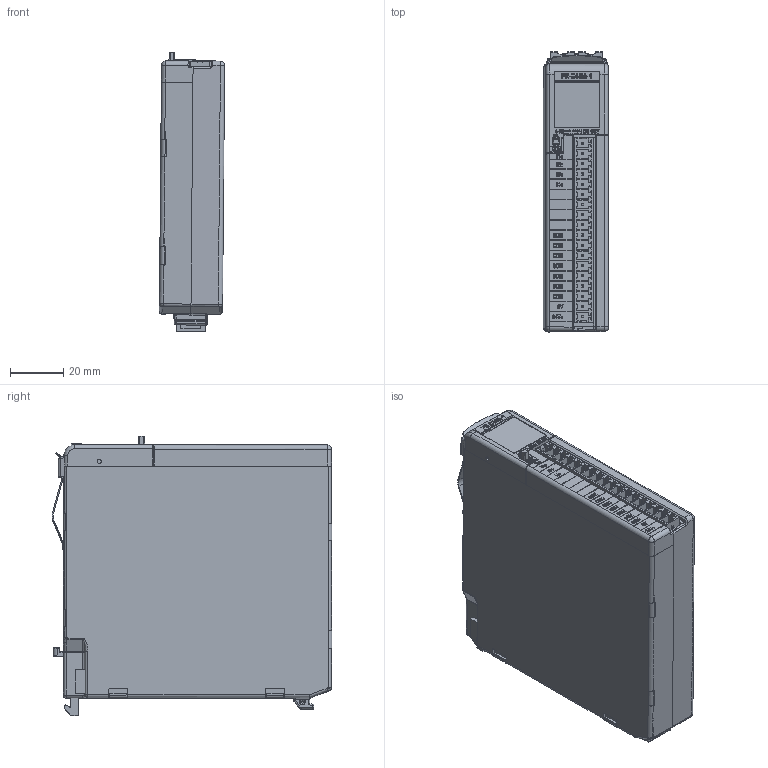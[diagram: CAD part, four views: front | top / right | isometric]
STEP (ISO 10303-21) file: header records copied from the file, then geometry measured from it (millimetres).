
FILE_DESCRIPTION (( 'STEP AP214' ), '1' );
FILE_NAME ('P2-04DA-1 r1 Coord rred2 ext comb 1 Ext Comb fXTb.STEP', '2020-05-19T23:28:28', ( '' ), ( '' ), 'SwSTEP 2.0', 'SolidWorks 2017', '' );
FILE_SCHEMA (( 'AUTOMOTIVE_DESIGN' ));
Length unit declared in the file: inch
Products named in the file (1): P2-04DA-1 r1 Coord rred2 ext comb 1 Ext Comb fXTb
Bounding box: 24.41 x 104.63 x 104.46 mm (x, y, z)
Volume: 209291.4 mm3; surface area: 42005.1 mm2
Topology: 6 solids, 8 shells, 3396 faces, 9396 edges, 6133 vertices
Faces by surface type: plane 2204, cylinder 564, bspline 473, cone 78, torus 45, sphere 32
Entity records: 140102 total; most frequent: CARTESIAN_POINT 48401, ORIENTED_EDGE 18744, DIRECTION 14442, EDGE_CURVE 9372, LINE 6812, VECTOR 6812, VERTEX_POINT 6133, AXIS2_PLACEMENT_3D 3815
